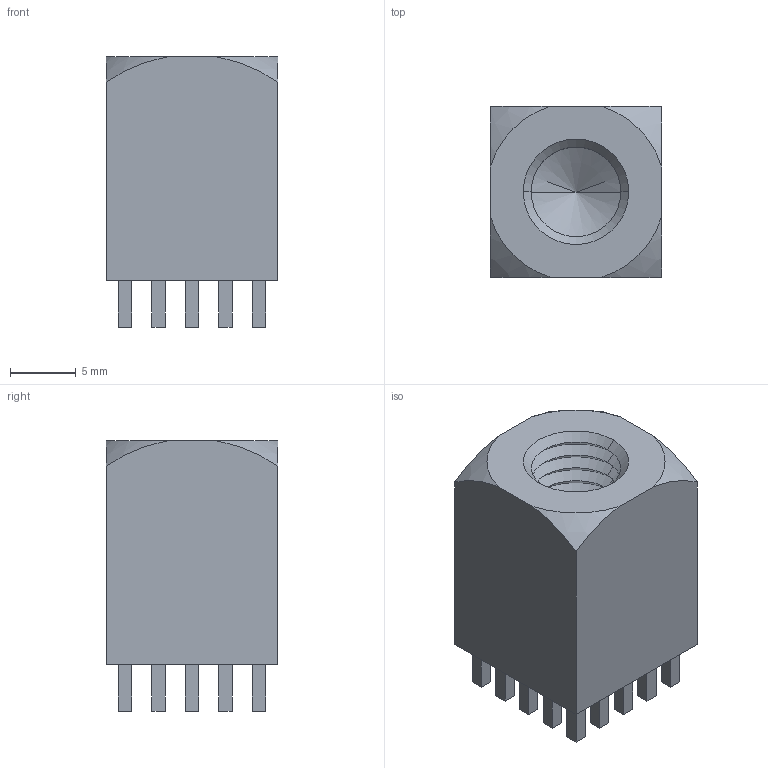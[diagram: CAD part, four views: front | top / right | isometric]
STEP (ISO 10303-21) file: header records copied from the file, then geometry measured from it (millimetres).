
FILE_DESCRIPTION((''),'2;1');
FILE_NAME('WURTH_7461099.stp','2014-01-29T11:01:16',(''),(''),'Mechanical Desktop 2011','Mechanical Desktop 2011',', , ');
FILE_SCHEMA(('AUTOMOTIVE_DESIGN { 1 2 10303 214 1 1 1 1 }'));
Length unit declared in the file: millimetre
Products named in the file (1): Product
Bounding box: 13 x 13 x 20.5 mm (x, y, z)
Volume: 2470.8 mm3; surface area: 2358.9 mm2
Topology: 33 solids, 33 shells, 209 faces, 424 edges, 267 vertices
Faces by surface type: plane 157, cone 30, cylinder 18, sphere 4
Entity records: 5375 total; most frequent: DIRECTION 904, CARTESIAN_POINT 899, ORIENTED_EDGE 844, EDGE_CURVE 422, VECTOR 360, LINE 360, AXIS2_PLACEMENT_3D 272, VERTEX_POINT 267
